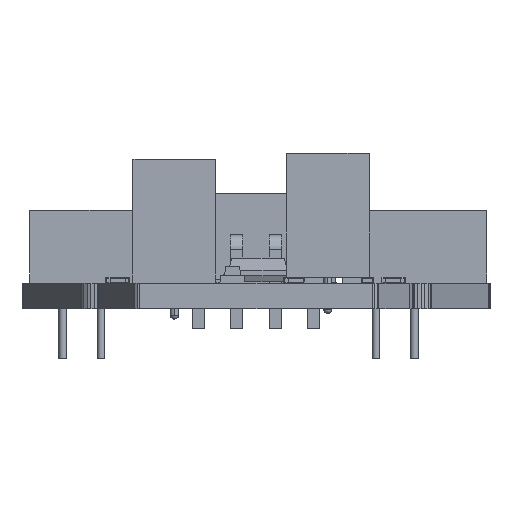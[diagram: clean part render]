
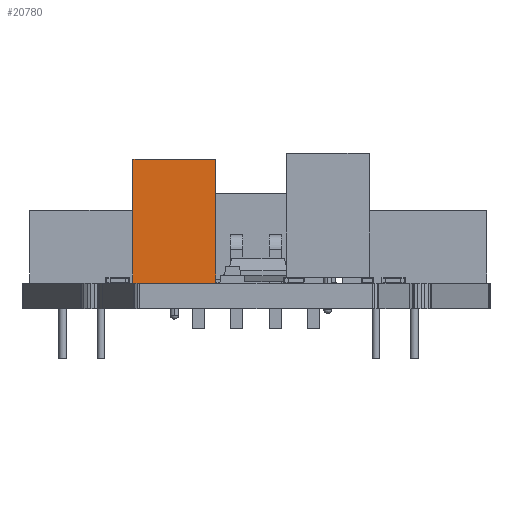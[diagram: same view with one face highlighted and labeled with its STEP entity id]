
A CAD part, left-side view. The second image highlights one B-rep face of the part: STEP entity #20780.
In plain terms, the highlighted face is planar.
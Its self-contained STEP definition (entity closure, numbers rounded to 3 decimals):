
#18949 = PLANE('',#18950);
#18950 = AXIS2_PLACEMENT_3D('',#18951,#18952,#18953);
#18951 = CARTESIAN_POINT('',(8.21,5.5,0.));
#18952 = DIRECTION('',(-1.,0.,0.));
#18953 = DIRECTION('',(0.,0.,1.));
#19210 = PLANE('',#19211);
#19211 = AXIS2_PLACEMENT_3D('',#19212,#19213,#19214);
#19212 = CARTESIAN_POINT('',(0.,5.5,0.));
#19213 = DIRECTION('',(1.,0.,0.));
#19214 = DIRECTION('',(0.,0.,-1.));
#19960 = VERTEX_POINT('',#19961);
#19961 = CARTESIAN_POINT('',(0.,0.,-9.41));
#19977 = PLANE('',#19978);
#19978 = AXIS2_PLACEMENT_3D('',#19979,#19980,#19981);
#19979 = CARTESIAN_POINT('',(0.,0.,0.));
#19980 = DIRECTION('',(0.,-1.,0.));
#19981 = DIRECTION('',(0.,0.,-1.));
#20018 = VERTEX_POINT('',#20019);
#20019 = CARTESIAN_POINT('',(0.,5.5,-9.41));
#20033 = PLANE('',#20034);
#20034 = AXIS2_PLACEMENT_3D('',#20035,#20036,#20037);
#20035 = CARTESIAN_POINT('',(0.,5.5,0.));
#20036 = DIRECTION('',(0.,-1.,0.));
#20037 = DIRECTION('',(0.,0.,-1.));
#20045 = EDGE_CURVE('',#20018,#19960,#20046,.T.);
#20046 = SURFACE_CURVE('',#20047,(#20051,#20058),.PCURVE_S1.);
#20047 = LINE('',#20048,#20049);
#20048 = CARTESIAN_POINT('',(0.,5.5,-9.41));
#20049 = VECTOR('',#20050,1.);
#20050 = DIRECTION('',(0.,-1.,0.));
#20051 = PCURVE('',#19210,#20052);
#20052 = DEFINITIONAL_REPRESENTATION('',(#20053),#20057);
#20053 = LINE('',#20054,#20055);
#20054 = CARTESIAN_POINT('',(9.41,0.));
#20055 = VECTOR('',#20056,1.);
#20056 = DIRECTION('',(0.,-1.));
#20057 = ( GEOMETRIC_REPRESENTATION_CONTEXT(2) 
PARAMETRIC_REPRESENTATION_CONTEXT() REPRESENTATION_CONTEXT('2D SPACE',''
  ) );
#20058 = PCURVE('',#20059,#20064);
#20059 = PLANE('',#20060);
#20060 = AXIS2_PLACEMENT_3D('',#20061,#20062,#20063);
#20061 = CARTESIAN_POINT('',(0.,5.5,-9.41));
#20062 = DIRECTION('',(0.,0.,1.));
#20063 = DIRECTION('',(1.,0.,0.));
#20064 = DEFINITIONAL_REPRESENTATION('',(#20065),#20069);
#20065 = LINE('',#20066,#20067);
#20066 = CARTESIAN_POINT('',(0.,0.));
#20067 = VECTOR('',#20068,1.);
#20068 = DIRECTION('',(0.,-1.));
#20069 = ( GEOMETRIC_REPRESENTATION_CONTEXT(2) 
PARAMETRIC_REPRESENTATION_CONTEXT() REPRESENTATION_CONTEXT('2D SPACE',''
  ) );
#20387 = VERTEX_POINT('',#20388);
#20388 = CARTESIAN_POINT('',(8.21,0.,-9.41));
#20409 = EDGE_CURVE('',#20410,#20387,#20412,.T.);
#20410 = VERTEX_POINT('',#20411);
#20411 = CARTESIAN_POINT('',(8.21,5.5,-9.41));
#20412 = SURFACE_CURVE('',#20413,(#20417,#20424),.PCURVE_S1.);
#20413 = LINE('',#20414,#20415);
#20414 = CARTESIAN_POINT('',(8.21,5.5,-9.41));
#20415 = VECTOR('',#20416,1.);
#20416 = DIRECTION('',(0.,-1.,0.));
#20417 = PCURVE('',#18949,#20418);
#20418 = DEFINITIONAL_REPRESENTATION('',(#20419),#20423);
#20419 = LINE('',#20420,#20421);
#20420 = CARTESIAN_POINT('',(-9.41,0.));
#20421 = VECTOR('',#20422,1.);
#20422 = DIRECTION('',(0.,-1.));
#20423 = ( GEOMETRIC_REPRESENTATION_CONTEXT(2) 
PARAMETRIC_REPRESENTATION_CONTEXT() REPRESENTATION_CONTEXT('2D SPACE',''
  ) );
#20424 = PCURVE('',#20059,#20425);
#20425 = DEFINITIONAL_REPRESENTATION('',(#20426),#20430);
#20426 = LINE('',#20427,#20428);
#20427 = CARTESIAN_POINT('',(8.21,0.));
#20428 = VECTOR('',#20429,1.);
#20429 = DIRECTION('',(0.,-1.));
#20430 = ( GEOMETRIC_REPRESENTATION_CONTEXT(2) 
PARAMETRIC_REPRESENTATION_CONTEXT() REPRESENTATION_CONTEXT('2D SPACE',''
  ) );
#20733 = EDGE_CURVE('',#20387,#19960,#20734,.T.);
#20734 = SURFACE_CURVE('',#20735,(#20739,#20746),.PCURVE_S1.);
#20735 = LINE('',#20736,#20737);
#20736 = CARTESIAN_POINT('',(0.,0.,-9.41));
#20737 = VECTOR('',#20738,1.);
#20738 = DIRECTION('',(-1.,0.,0.));
#20739 = PCURVE('',#19977,#20740);
#20740 = DEFINITIONAL_REPRESENTATION('',(#20741),#20745);
#20741 = LINE('',#20742,#20743);
#20742 = CARTESIAN_POINT('',(9.41,0.));
#20743 = VECTOR('',#20744,1.);
#20744 = DIRECTION('',(0.,-1.));
#20745 = ( GEOMETRIC_REPRESENTATION_CONTEXT(2) 
PARAMETRIC_REPRESENTATION_CONTEXT() REPRESENTATION_CONTEXT('2D SPACE',''
  ) );
#20746 = PCURVE('',#20059,#20747);
#20747 = DEFINITIONAL_REPRESENTATION('',(#20748),#20752);
#20748 = LINE('',#20749,#20750);
#20749 = CARTESIAN_POINT('',(0.,-5.5));
#20750 = VECTOR('',#20751,1.);
#20751 = DIRECTION('',(-1.,0.));
#20752 = ( GEOMETRIC_REPRESENTATION_CONTEXT(2) 
PARAMETRIC_REPRESENTATION_CONTEXT() REPRESENTATION_CONTEXT('2D SPACE',''
  ) );
#20780 = ADVANCED_FACE('',(#20781),#20059,.F.);
#20781 = FACE_BOUND('',#20782,.T.);
#20782 = EDGE_LOOP('',(#20783,#20784,#20785,#20806));
#20783 = ORIENTED_EDGE('',*,*,#20733,.T.);
#20784 = ORIENTED_EDGE('',*,*,#20045,.F.);
#20785 = ORIENTED_EDGE('',*,*,#20786,.F.);
#20786 = EDGE_CURVE('',#20410,#20018,#20787,.T.);
#20787 = SURFACE_CURVE('',#20788,(#20792,#20799),.PCURVE_S1.);
#20788 = LINE('',#20789,#20790);
#20789 = CARTESIAN_POINT('',(0.,5.5,-9.41));
#20790 = VECTOR('',#20791,1.);
#20791 = DIRECTION('',(-1.,0.,0.));
#20792 = PCURVE('',#20059,#20793);
#20793 = DEFINITIONAL_REPRESENTATION('',(#20794),#20798);
#20794 = LINE('',#20795,#20796);
#20795 = CARTESIAN_POINT('',(0.,0.));
#20796 = VECTOR('',#20797,1.);
#20797 = DIRECTION('',(-1.,0.));
#20798 = ( GEOMETRIC_REPRESENTATION_CONTEXT(2) 
PARAMETRIC_REPRESENTATION_CONTEXT() REPRESENTATION_CONTEXT('2D SPACE',''
  ) );
#20799 = PCURVE('',#20033,#20800);
#20800 = DEFINITIONAL_REPRESENTATION('',(#20801),#20805);
#20801 = LINE('',#20802,#20803);
#20802 = CARTESIAN_POINT('',(9.41,0.));
#20803 = VECTOR('',#20804,1.);
#20804 = DIRECTION('',(0.,-1.));
#20805 = ( GEOMETRIC_REPRESENTATION_CONTEXT(2) 
PARAMETRIC_REPRESENTATION_CONTEXT() REPRESENTATION_CONTEXT('2D SPACE',''
  ) );
#20806 = ORIENTED_EDGE('',*,*,#20409,.T.);
